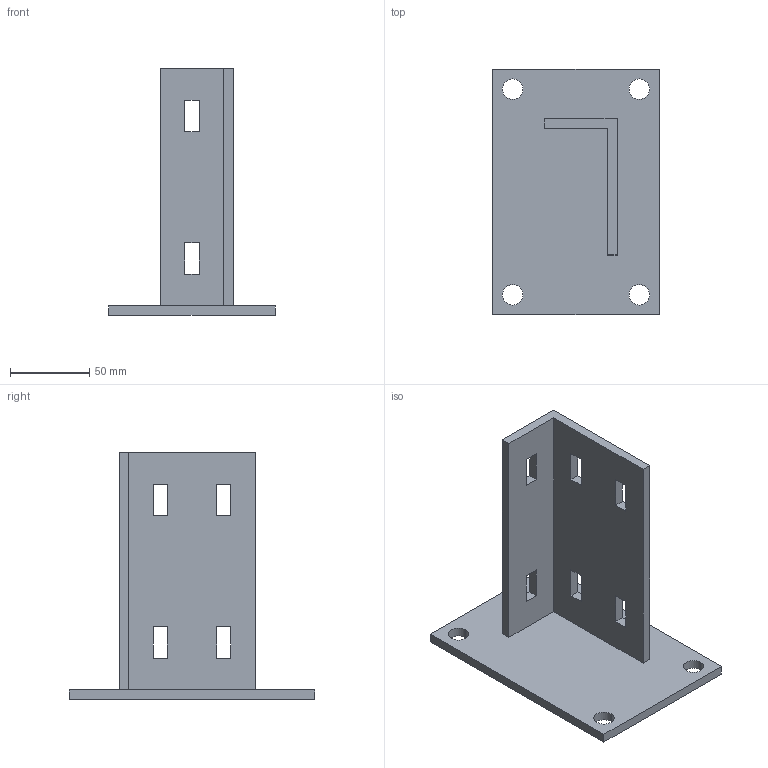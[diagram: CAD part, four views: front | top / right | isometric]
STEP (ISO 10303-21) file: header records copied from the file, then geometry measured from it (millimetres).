
FILE_DESCRIPTION(('STEP AP214'),'1');
FILE_NAME('cctmp_83A56FD8-AA07-4C8D-9AC7-9547F7C15F65_2020_1_16_8_2_57_963..stp','2020-01-16T07:02:58',('Bosch Rexroth AG'),('CADClick - www.CADClick.com'),'Spatial InterOp 3D',' ','unknown authorization - (Healing Option Enabled)');
FILE_SCHEMA(('AUTOMOTIVE_DESIGN'));
Length unit declared in the file: millimetre
Products named in the file (1): 2020_01_16__08-02-57-961
Bounding box: 105 x 155 x 156 mm (x, y, z)
Volume: 201384.4 mm3; surface area: 75116.3 mm2
Topology: 1 solids, 1 shells, 45 faces, 126 edges, 84 vertices
Faces by surface type: plane 37, cylinder 8
Entity records: 1860 total; most frequent: CARTESIAN_POINT 256, ORIENTED_EDGE 252, DIRECTION 234, EDGE_CURVE 126, LINE 110, VECTOR 110, VERTEX_POINT 84, EDGE_LOOP 66
